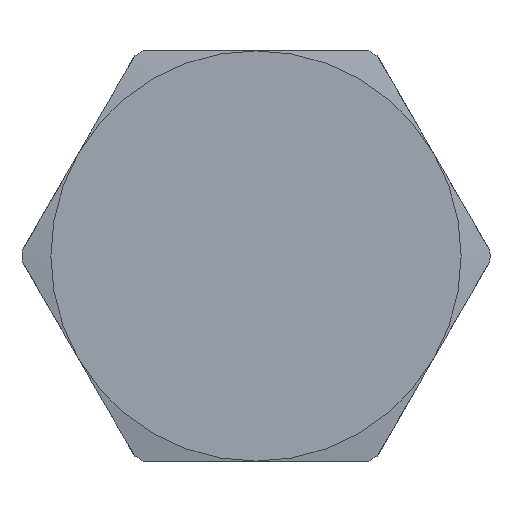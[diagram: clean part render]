
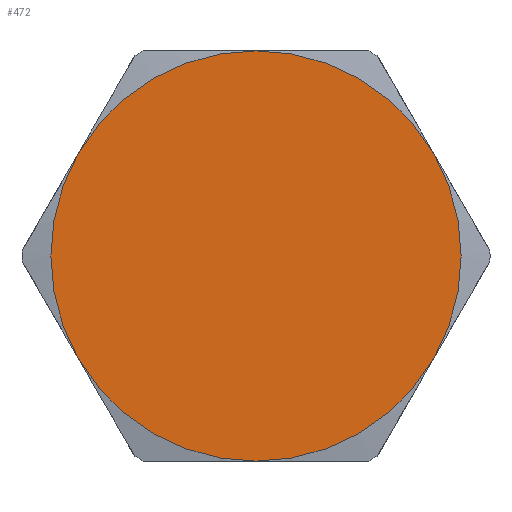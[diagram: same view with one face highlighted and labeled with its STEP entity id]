
A CAD part, left-side view. The second image highlights one B-rep face of the part: STEP entity #472.
In plain terms, the highlighted planar face has unit normal (-1, 0, 0).
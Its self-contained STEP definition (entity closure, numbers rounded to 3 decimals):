
#82=PLANE('',#537);
#126=FACE_OUTER_BOUND('',#162,.T.);
#162=EDGE_LOOP('',(#423,#424,#425,#426,#427,#428));
#184=CIRCLE('',#515,47.5);
#185=CIRCLE('',#517,47.5);
#188=CIRCLE('',#521,47.5);
#189=CIRCLE('',#523,47.5);
#192=CIRCLE('',#527,47.5);
#194=CIRCLE('',#536,47.5);
#220=VERTEX_POINT('',#2599);
#223=VERTEX_POINT('',#2611);
#226=VERTEX_POINT('',#2623);
#229=VERTEX_POINT('',#2635);
#232=VERTEX_POINT('',#2647);
#235=VERTEX_POINT('',#2659);
#293=EDGE_CURVE('',#235,#226,#184,.T.);
#294=EDGE_CURVE('',#226,#229,#185,.T.);
#297=EDGE_CURVE('',#229,#223,#188,.T.);
#298=EDGE_CURVE('',#223,#232,#189,.T.);
#301=EDGE_CURVE('',#232,#220,#192,.T.);
#303=EDGE_CURVE('',#220,#235,#194,.T.);
#423=ORIENTED_EDGE('',*,*,#298,.F.);
#424=ORIENTED_EDGE('',*,*,#297,.F.);
#425=ORIENTED_EDGE('',*,*,#294,.F.);
#426=ORIENTED_EDGE('',*,*,#293,.F.);
#427=ORIENTED_EDGE('',*,*,#303,.F.);
#428=ORIENTED_EDGE('',*,*,#301,.F.);
#472=ADVANCED_FACE('',(#126),#82,.T.);
#515=AXIS2_PLACEMENT_3D('',#2672,#623,#624);
#517=AXIS2_PLACEMENT_3D('',#2674,#627,#628);
#521=AXIS2_PLACEMENT_3D('',#2678,#635,#636);
#523=AXIS2_PLACEMENT_3D('',#2680,#639,#640);
#527=AXIS2_PLACEMENT_3D('',#2684,#647,#648);
#536=AXIS2_PLACEMENT_3D('',#2693,#665,#666);
#537=AXIS2_PLACEMENT_3D('',#2694,#667,#668);
#623=DIRECTION('center_axis',(1.,0.,0.));
#624=DIRECTION('ref_axis',(0.,-1.,0.));
#627=DIRECTION('center_axis',(1.,0.,0.));
#628=DIRECTION('ref_axis',(0.,-1.,0.));
#635=DIRECTION('center_axis',(1.,0.,0.));
#636=DIRECTION('ref_axis',(0.,-1.,0.));
#639=DIRECTION('center_axis',(1.,0.,0.));
#640=DIRECTION('ref_axis',(0.,-1.,0.));
#647=DIRECTION('center_axis',(1.,0.,0.));
#648=DIRECTION('ref_axis',(0.,-1.,0.));
#665=DIRECTION('center_axis',(1.,0.,0.));
#666=DIRECTION('ref_axis',(0.,-1.,0.));
#667=DIRECTION('center_axis',(-1.,0.,0.));
#668=DIRECTION('ref_axis',(0.,0.,1.));
#2599=CARTESIAN_POINT('',(-30.59,0.,47.5));
#2611=CARTESIAN_POINT('',(-30.59,41.136,-23.75));
#2623=CARTESIAN_POINT('',(-30.59,-41.136,-23.75));
#2635=CARTESIAN_POINT('',(-30.59,0.,-47.5));
#2647=CARTESIAN_POINT('',(-30.59,41.136,23.75));
#2659=CARTESIAN_POINT('',(-30.59,-41.136,23.75));
#2672=CARTESIAN_POINT('Origin',(-30.59,0.,0.));
#2674=CARTESIAN_POINT('Origin',(-30.59,0.,0.));
#2678=CARTESIAN_POINT('Origin',(-30.59,0.,0.));
#2680=CARTESIAN_POINT('Origin',(-30.59,0.,0.));
#2684=CARTESIAN_POINT('Origin',(-30.59,0.,0.));
#2693=CARTESIAN_POINT('Origin',(-30.59,0.,0.));
#2694=CARTESIAN_POINT('Origin',(-30.59,0.,0.));
